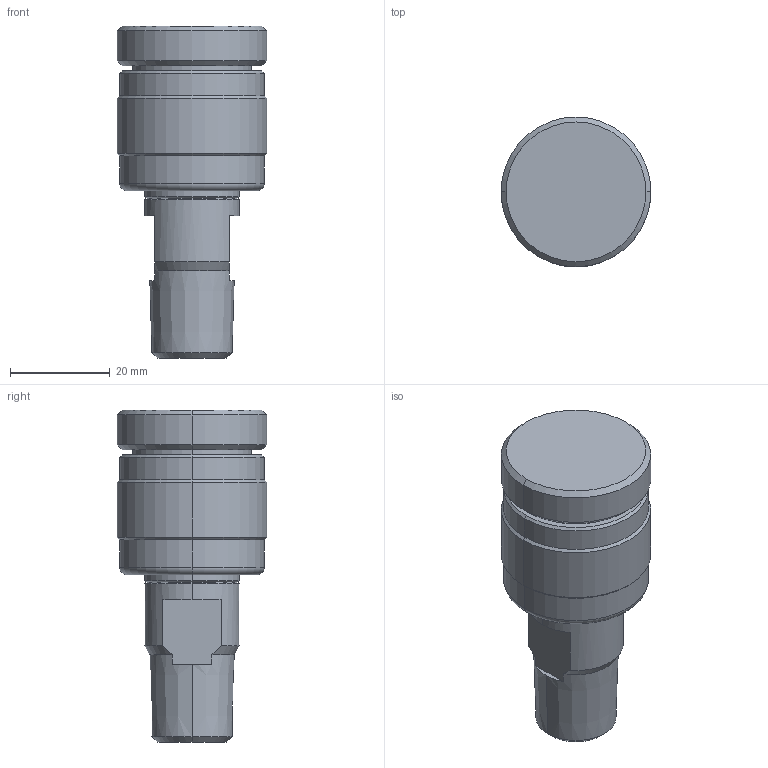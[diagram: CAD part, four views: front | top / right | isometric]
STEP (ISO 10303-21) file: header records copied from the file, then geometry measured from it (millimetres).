
FILE_DESCRIPTION (( 'STEP AP214' ), '1' );
FILE_NAME ('D0105.STEP', '2017-11-09T07:59:32', ( '' ), ( '' ), 'SwSTEP 2.0', 'SolidWorks 2017', '' );
FILE_SCHEMA (( 'AUTOMOTIVE_DESIGN' ));
Length unit declared in the file: millimetre
Products named in the file (1): D0105
Bounding box: 30 x 30 x 66.5 mm (x, y, z)
Volume: 26901.5 mm3; surface area: 12921.4 mm2
Topology: 6 solids, 6 shells, 145 faces, 319 edges, 193 vertices
Faces by surface type: cone 54, cylinder 44, plane 37, bspline 6, sphere 2, torus 2
Entity records: 8122 total; most frequent: CARTESIAN_POINT 3244, DIRECTION 716, ORIENTED_EDGE 628, EDGE_CURVE 314, AXIS2_PLACEMENT_3D 292, VERTEX_POINT 190, EDGE_LOOP 158, UNCERTAINTY_MEASURE_WITH_UNIT 153
